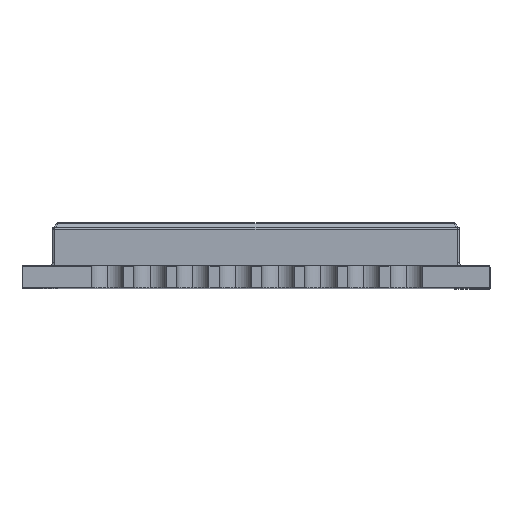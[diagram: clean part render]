
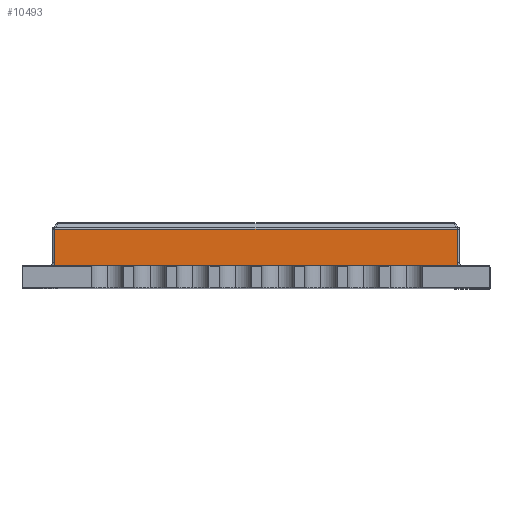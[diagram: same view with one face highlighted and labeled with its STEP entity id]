
A CAD part, top view. The second image highlights one B-rep face of the part: STEP entity #10493.
In plain terms, the highlighted planar face has unit normal (0, 0, 1).
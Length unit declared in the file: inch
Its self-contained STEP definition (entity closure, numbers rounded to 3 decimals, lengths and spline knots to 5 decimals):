
#57 = CARTESIAN_POINT ( 'NONE',  ( 0.372, 0.10843, -0.049 ) ) ;
#143 = LINE ( 'NONE', #19001, #18411 ) ;
#495 = VECTOR ( 'NONE', #11805, 39.37008 ) ;
#669 = DIRECTION ( 'NONE',  ( 0., 1., 0. ) ) ;
#1295 = EDGE_CURVE ( 'NONE', #19092, #19694, #5941, .T. ) ;
#1642 = ORIENTED_EDGE ( 'NONE', *, *, #11042, .T. ) ;
#1649 = VERTEX_POINT ( 'NONE', #5798 ) ;
#1739 = EDGE_CURVE ( 'NONE', #13838, #20776, #16743, .T. ) ;
#1915 = CIRCLE ( 'NONE', #18682, 0.01 ) ;
#2360 = CARTESIAN_POINT ( 'NONE',  ( 0., 0.0415, -0.049 ) ) ;
#4387 = VECTOR ( 'NONE', #18488, 39.37008 ) ;
#4507 = EDGE_CURVE ( 'NONE', #19694, #13838, #1915, .T. ) ;
#4621 = CARTESIAN_POINT ( 'NONE',  ( 0.382, 0.0465, -0.049 ) ) ;
#5670 = FACE_OUTER_BOUND ( 'NONE', #5935, .T. ) ;
#5793 = VERTEX_POINT ( 'NONE', #57 ) ;
#5798 = CARTESIAN_POINT ( 'NONE',  ( 0.372, 0.0465, -0.049 ) ) ;
#5935 = EDGE_LOOP ( 'NONE', ( #18106, #9849, #1642, #12341, #6020, #13003 ) ) ;
#5941 = LINE ( 'NONE', #19067, #495 ) ;
#6020 = ORIENTED_EDGE ( 'NONE', *, *, #1295, .T. ) ;
#6439 = DIRECTION ( 'NONE',  ( -1., 0., 0. ) ) ;
#6812 = EDGE_CURVE ( 'NONE', #5793, #19092, #22591, .T. ) ;
#7700 = AXIS2_PLACEMENT_3D ( 'NONE', #4621, #17327, #6439 ) ;
#8249 = AXIS2_PLACEMENT_3D ( 'NONE', #10048, #22771, #11844 ) ;
#8636 = CARTESIAN_POINT ( 'NONE',  ( -0.372, 0.10843, -0.049 ) ) ;
#9508 = CARTESIAN_POINT ( 'NONE',  ( -0.382, 0.0465, -0.049 ) ) ;
#9849 = ORIENTED_EDGE ( 'NONE', *, *, #12530, .T. ) ;
#9974 = PLANE ( 'NONE',  #8249 ) ;
#10048 = CARTESIAN_POINT ( 'NONE',  ( 0., 0.1205, -0.049 ) ) ;
#10493 = ADVANCED_FACE ( 'NONE', ( #5670 ), #9974, .F. ) ;
#11042 = EDGE_CURVE ( 'NONE', #1649, #5793, #143, .T. ) ;
#11328 = DIRECTION ( 'NONE',  ( -1., 0., 0. ) ) ;
#11805 = DIRECTION ( 'NONE',  ( 0., -1., 0. ) ) ;
#11844 = DIRECTION ( 'NONE',  ( -1., 0., 0. ) ) ;
#12341 = ORIENTED_EDGE ( 'NONE', *, *, #6812, .T. ) ;
#12530 = EDGE_CURVE ( 'NONE', #20776, #1649, #21166, .T. ) ;
#13003 = ORIENTED_EDGE ( 'NONE', *, *, #4507, .T. ) ;
#13838 = VERTEX_POINT ( 'NONE', #14381 ) ;
#14381 = CARTESIAN_POINT ( 'NONE',  ( -0.37334, 0.0415, -0.049 ) ) ;
#14732 = CARTESIAN_POINT ( 'NONE',  ( -0.372, 0.0465, -0.049 ) ) ;
#15112 = DIRECTION ( 'NONE',  ( 1., 0., 0. ) ) ;
#16743 = LINE ( 'NONE', #2360, #22153 ) ;
#17327 = DIRECTION ( 'NONE',  ( 0., 0., -1. ) ) ;
#18106 = ORIENTED_EDGE ( 'NONE', *, *, #1739, .T. ) ;
#18411 = VECTOR ( 'NONE', #669, 39.37008 ) ;
#18488 = DIRECTION ( 'NONE',  ( -1., 0., 0. ) ) ;
#18682 = AXIS2_PLACEMENT_3D ( 'NONE', #9508, #22257, #11328 ) ;
#19001 = CARTESIAN_POINT ( 'NONE',  ( 0.372, 0.1205, -0.049 ) ) ;
#19067 = CARTESIAN_POINT ( 'NONE',  ( -0.372, 0.0465, -0.049 ) ) ;
#19092 = VERTEX_POINT ( 'NONE', #8636 ) ;
#19694 = VERTEX_POINT ( 'NONE', #14732 ) ;
#20776 = VERTEX_POINT ( 'NONE', #21201 ) ;
#21166 = CIRCLE ( 'NONE', #7700, 0.01 ) ;
#21201 = CARTESIAN_POINT ( 'NONE',  ( 0.37334, 0.0415, -0.049 ) ) ;
#22153 = VECTOR ( 'NONE', #15112, 39.37008 ) ;
#22154 = CARTESIAN_POINT ( 'NONE',  ( -0.377, 0.10843, -0.049 ) ) ;
#22257 = DIRECTION ( 'NONE',  ( 0., 0., -1. ) ) ;
#22591 = LINE ( 'NONE', #22154, #4387 ) ;
#22771 = DIRECTION ( 'NONE',  ( 0., 0., -1. ) ) ;
